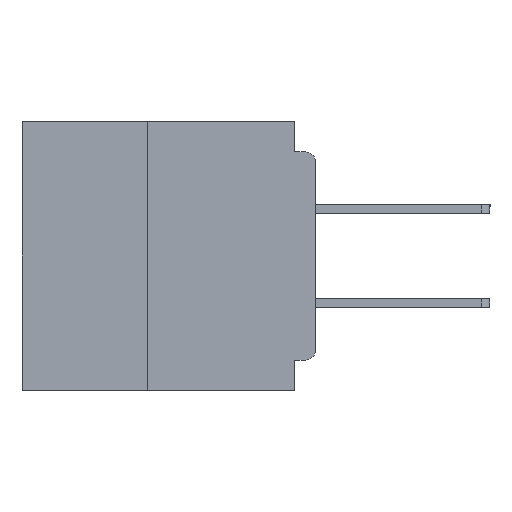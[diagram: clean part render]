
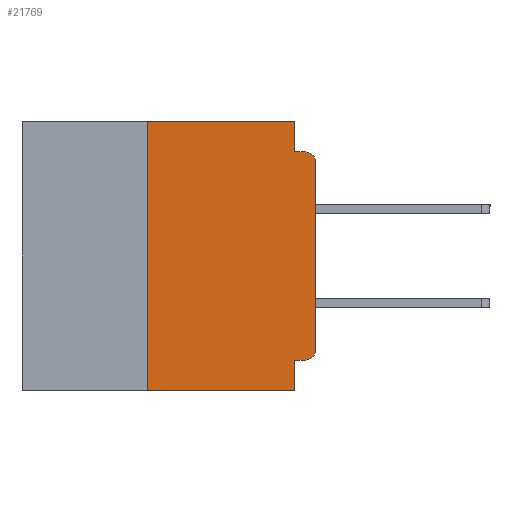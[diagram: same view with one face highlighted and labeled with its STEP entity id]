
A CAD part, left-side view. The second image highlights one B-rep face of the part: STEP entity #21769.
In plain terms, the highlighted planar face has unit normal (-1, 0, 0).
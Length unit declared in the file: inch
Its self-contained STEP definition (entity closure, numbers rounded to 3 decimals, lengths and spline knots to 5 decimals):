
#106 = VECTOR ( 'NONE', #24502, 39.37008 ) ;
#1252 = EDGE_CURVE ( 'NONE', #2748, #26847, #14269, .T. ) ;
#1684 = FACE_OUTER_BOUND ( 'NONE', #6934, .T. ) ;
#1736 = EDGE_CURVE ( 'NONE', #10159, #14347, #20095, .T. ) ;
#2327 = DIRECTION ( 'NONE',  ( 0., 0., -1. ) ) ;
#2748 = VERTEX_POINT ( 'NONE', #15928 ) ;
#3016 = CARTESIAN_POINT ( 'NONE',  ( 0., 0.015, -0.06 ) ) ;
#3157 = ORIENTED_EDGE ( 'NONE', *, *, #30259, .F. ) ;
#3618 = DIRECTION ( 'NONE',  ( 0., 0., 1. ) ) ;
#3660 = DIRECTION ( 'NONE',  ( 0., -1., 0. ) ) ;
#4482 = CARTESIAN_POINT ( 'NONE',  ( 0., 0.031, 0. ) ) ;
#4762 = VERTEX_POINT ( 'NONE', #29378 ) ;
#4786 = ORIENTED_EDGE ( 'NONE', *, *, #20924, .F. ) ;
#4796 = VECTOR ( 'NONE', #27962, 39.37008 ) ;
#4929 = CARTESIAN_POINT ( 'NONE',  ( 0., 0., 0. ) ) ;
#5520 = ORIENTED_EDGE ( 'NONE', *, *, #29492, .F. ) ;
#5940 = DIRECTION ( 'NONE',  ( 0., 0., -1. ) ) ;
#6068 = DIRECTION ( 'NONE',  ( 0., 0., 1. ) ) ;
#6115 = CARTESIAN_POINT ( 'NONE',  ( 0., 0.25, -0.4 ) ) ;
#6934 = EDGE_LOOP ( 'NONE', ( #24602, #35903, #21654, #27525, #4786, #7949, #28495, #5520, #3157, #32283 ) ) ;
#7949 = ORIENTED_EDGE ( 'NONE', *, *, #1736, .F. ) ;
#8068 = PLANE ( 'NONE',  #30792 ) ;
#8120 = CARTESIAN_POINT ( 'NONE',  ( 0., 0.015, -0.045 ) ) ;
#8733 = LINE ( 'NONE', #13310, #23036 ) ;
#10159 = VERTEX_POINT ( 'NONE', #17597 ) ;
#10284 = LINE ( 'NONE', #13706, #4796 ) ;
#11019 = DIRECTION ( 'NONE',  ( -1., 0., 0. ) ) ;
#11251 = CARTESIAN_POINT ( 'NONE',  ( 0., 0., -0.355 ) ) ;
#11917 = VERTEX_POINT ( 'NONE', #29821 ) ;
#12813 = EDGE_CURVE ( 'NONE', #14135, #2748, #31532, .T. ) ;
#13121 = CARTESIAN_POINT ( 'NONE',  ( 0., 0.031, -0.045 ) ) ;
#13237 = CIRCLE ( 'NONE', #13280, 0.015 ) ;
#13251 = EDGE_CURVE ( 'NONE', #11917, #35700, #14532, .T. ) ;
#13280 = AXIS2_PLACEMENT_3D ( 'NONE', #3016, #23096, #5940 ) ;
#13310 = CARTESIAN_POINT ( 'NONE',  ( 0., 0.031, -0.4 ) ) ;
#13385 = VECTOR ( 'NONE', #3618, 39.37008 ) ;
#13706 = CARTESIAN_POINT ( 'NONE',  ( 0., 0., -0.045 ) ) ;
#14135 = VERTEX_POINT ( 'NONE', #28932 ) ;
#14269 = LINE ( 'NONE', #4929, #13385 ) ;
#14347 = VERTEX_POINT ( 'NONE', #15308 ) ;
#14532 = LINE ( 'NONE', #4482, #106 ) ;
#15308 = CARTESIAN_POINT ( 'NONE',  ( 0., 0.25, 0. ) ) ;
#15888 = CARTESIAN_POINT ( 'NONE',  ( 0., 0., -0.06 ) ) ;
#15928 = CARTESIAN_POINT ( 'NONE',  ( 0., 0., -0.34 ) ) ;
#15937 = AXIS2_PLACEMENT_3D ( 'NONE', #28150, #11019, #30972 ) ;
#17597 = CARTESIAN_POINT ( 'NONE',  ( 0., 0.25, -0.4 ) ) ;
#17999 = CARTESIAN_POINT ( 'NONE',  ( 0., 0.437, 0. ) ) ;
#18410 = DIRECTION ( 'NONE',  ( 0., -1., 0. ) ) ;
#19015 = VERTEX_POINT ( 'NONE', #8120 ) ;
#19553 = DIRECTION ( 'NONE',  ( 1., 0., 0. ) ) ;
#20095 = LINE ( 'NONE', #6115, #35128 ) ;
#20164 = VERTEX_POINT ( 'NONE', #21662 ) ;
#20924 = EDGE_CURVE ( 'NONE', #14347, #11917, #22884, .T. ) ;
#21654 = ORIENTED_EDGE ( 'NONE', *, *, #22405, .F. ) ;
#21662 = CARTESIAN_POINT ( 'NONE',  ( 0., 0.031, -0.4 ) ) ;
#21769 = ADVANCED_FACE ( 'NONE', ( #1684 ), #8068, .F. ) ;
#21993 = VECTOR ( 'NONE', #3660, 39.37008 ) ;
#22405 = EDGE_CURVE ( 'NONE', #35700, #19015, #10284, .T. ) ;
#22884 = LINE ( 'NONE', #17999, #21993 ) ;
#22953 = LINE ( 'NONE', #32561, #28706 ) ;
#23036 = VECTOR ( 'NONE', #33248, 39.37008 ) ;
#23096 = DIRECTION ( 'NONE',  ( -1., 0., 0. ) ) ;
#24502 = DIRECTION ( 'NONE',  ( 0., 0., -1. ) ) ;
#24602 = ORIENTED_EDGE ( 'NONE', *, *, #1252, .T. ) ;
#26847 = VERTEX_POINT ( 'NONE', #15888 ) ;
#27425 = VECTOR ( 'NONE', #31199, 39.37008 ) ;
#27525 = ORIENTED_EDGE ( 'NONE', *, *, #13251, .F. ) ;
#27785 = EDGE_CURVE ( 'NONE', #26847, #19015, #13237, .T. ) ;
#27962 = DIRECTION ( 'NONE',  ( 0., -1., 0. ) ) ;
#28150 = CARTESIAN_POINT ( 'NONE',  ( 0., 0.015, -0.34 ) ) ;
#28307 = LINE ( 'NONE', #11251, #27425 ) ;
#28495 = ORIENTED_EDGE ( 'NONE', *, *, #33457, .T. ) ;
#28706 = VECTOR ( 'NONE', #18410, 39.37008 ) ;
#28932 = CARTESIAN_POINT ( 'NONE',  ( 0., 0.015, -0.355 ) ) ;
#29378 = CARTESIAN_POINT ( 'NONE',  ( 0., 0.031, -0.355 ) ) ;
#29492 = EDGE_CURVE ( 'NONE', #4762, #20164, #8733, .T. ) ;
#29821 = CARTESIAN_POINT ( 'NONE',  ( 0., 0.031, 0. ) ) ;
#30259 = EDGE_CURVE ( 'NONE', #14135, #4762, #28307, .T. ) ;
#30792 = AXIS2_PLACEMENT_3D ( 'NONE', #36435, #19553, #2327 ) ;
#30972 = DIRECTION ( 'NONE',  ( 0., 0., -1. ) ) ;
#31199 = DIRECTION ( 'NONE',  ( 0., 1., 0. ) ) ;
#31532 = CIRCLE ( 'NONE', #15937, 0.015 ) ;
#32283 = ORIENTED_EDGE ( 'NONE', *, *, #12813, .T. ) ;
#32561 = CARTESIAN_POINT ( 'NONE',  ( 0., 0.437, -0.4 ) ) ;
#33248 = DIRECTION ( 'NONE',  ( 0., 0., -1. ) ) ;
#33457 = EDGE_CURVE ( 'NONE', #10159, #20164, #22953, .T. ) ;
#35128 = VECTOR ( 'NONE', #6068, 39.37008 ) ;
#35700 = VERTEX_POINT ( 'NONE', #13121 ) ;
#35903 = ORIENTED_EDGE ( 'NONE', *, *, #27785, .T. ) ;
#36435 = CARTESIAN_POINT ( 'NONE',  ( 0., 0.437, 0. ) ) ;
